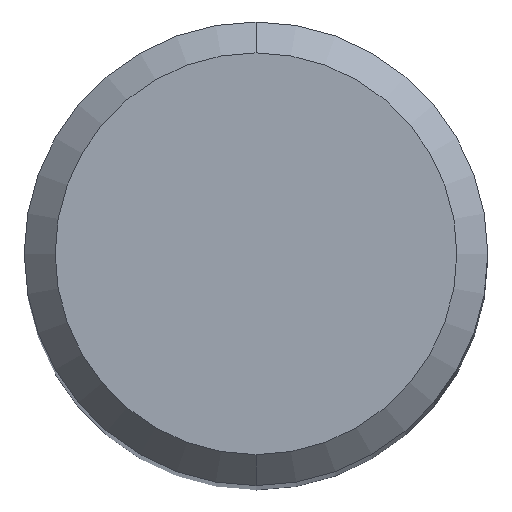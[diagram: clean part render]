
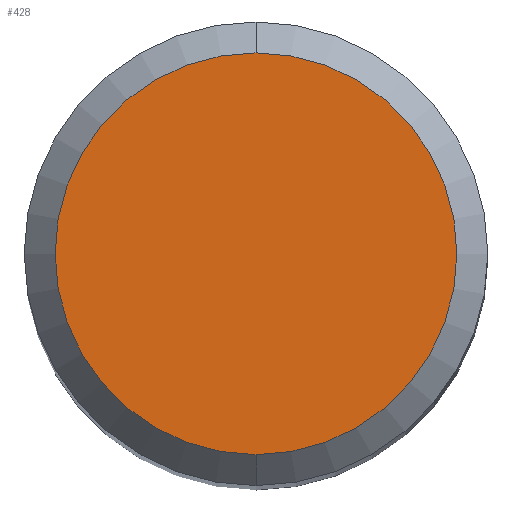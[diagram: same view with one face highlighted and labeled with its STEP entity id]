
A CAD part, top view. The second image highlights one B-rep face of the part: STEP entity #428.
In plain terms, the highlighted planar face has unit normal (0, 0, 1).
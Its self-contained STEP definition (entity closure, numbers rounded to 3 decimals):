
#176=VERTEX_POINT('',#470);
#192=EDGE_CURVE('',#176,#334,#488,.T.);
#266=EDGE_CURVE('',#334,#176,#570,.T.);
#334=VERTEX_POINT('',#645);
#428=ADVANCED_FACE('',(#747),#748,.T.);
#470=CARTESIAN_POINT('',(0.0,2.6,0.0));
#488=CIRCLE('',#808,2.6);
#570=CIRCLE('',#977,2.6);
#645=CARTESIAN_POINT('',(0.,-2.6,0.0));
#747=FACE_OUTER_BOUND('',#1334,.T.);
#748=PLANE('',#1335);
#808=AXIS2_PLACEMENT_3D('',#1418,#1419,#1420);
#977=AXIS2_PLACEMENT_3D('',#1527,#1528,#1529);
#1334=EDGE_LOOP('',(#1701,#1702));
#1335=AXIS2_PLACEMENT_3D('',#1703,#1704,#1705);
#1418=CARTESIAN_POINT('',(0.0,0.0,0.0));
#1419=DIRECTION('',(0.0,0.0,-1.0));
#1420=DIRECTION('',(0.0,1.0,0.0));
#1527=CARTESIAN_POINT('',(0.0,0.0,0.0));
#1528=DIRECTION('',(0.0,0.0,-1.0));
#1529=DIRECTION('',(0.0,1.0,0.0));
#1701=ORIENTED_EDGE('',*,*,#192,.F.);
#1702=ORIENTED_EDGE('',*,*,#266,.F.);
#1703=CARTESIAN_POINT('',(0.0,1.3,0.0));
#1704=DIRECTION('',(-0.0,0.0,1.0));
#1705=DIRECTION('',(0.0,-1.0,0.0));
